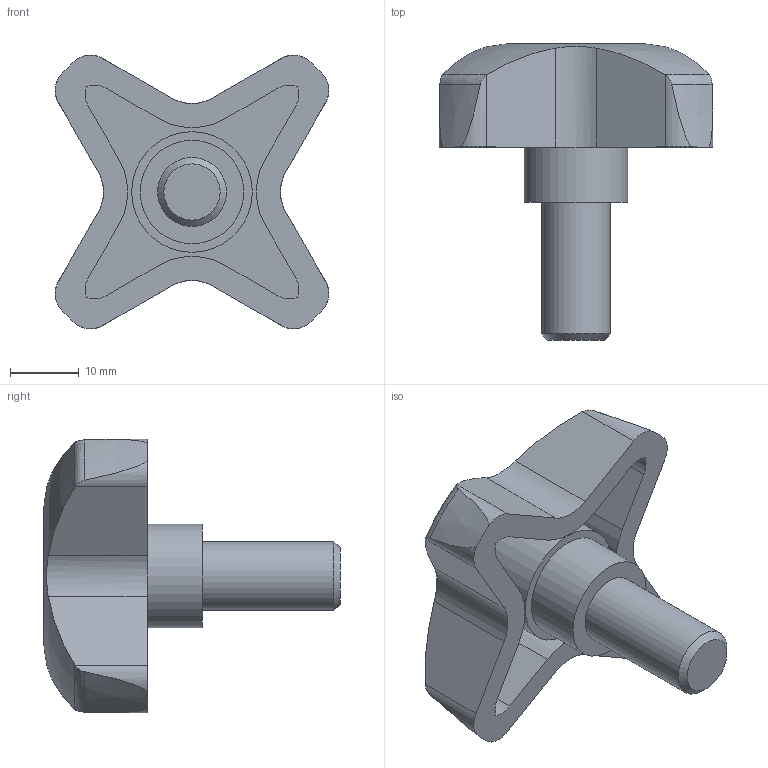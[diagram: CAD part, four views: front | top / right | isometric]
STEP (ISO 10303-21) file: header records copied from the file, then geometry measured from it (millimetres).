
FILE_DESCRIPTION( ( 'STEP AP214' ), '1' );
FILE_NAME( 'K0613.5110X20.stp', '2020-12-09T09:06:48', ( '' ), ( '' ), ' ', 'PARTsolutions', ' ' );
FILE_SCHEMA( ( 'AUTOMOTIVE_DESIGN { 1 0 10303 214 1 1 1 1 }' ) );
Length unit declared in the file: millimetre
Products named in the file (1): _K0613.5110X20
Bounding box: 39.68 x 43 x 39.68 mm (x, y, z)
Volume: 14719 mm3; surface area: 7212.6 mm2
Topology: 1 solids, 1 shells, 62 faces, 164 edges, 109 vertices
Faces by surface type: cylinder 29, plane 23, cone 5, torus 4, bspline 1
Full cylindrical faces by diameter (mm): 10 x1, 15 x1, 17.5 x1, 18 x1, 20 x1
Entity records: 2633 total; most frequent: CARTESIAN_POINT 636, ORIENTED_EDGE 310, DIRECTION 302, EDGE_CURVE 155, AXIS2_PLACEMENT_3D 121, VERTEX_POINT 107, EDGE_LOOP 74, FACE_OUTER_BOUND 68
